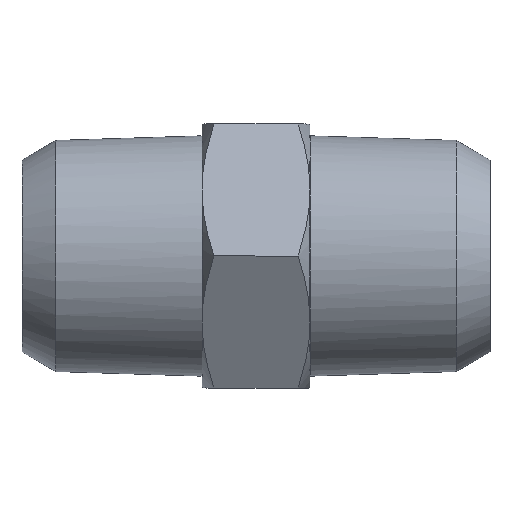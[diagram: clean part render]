
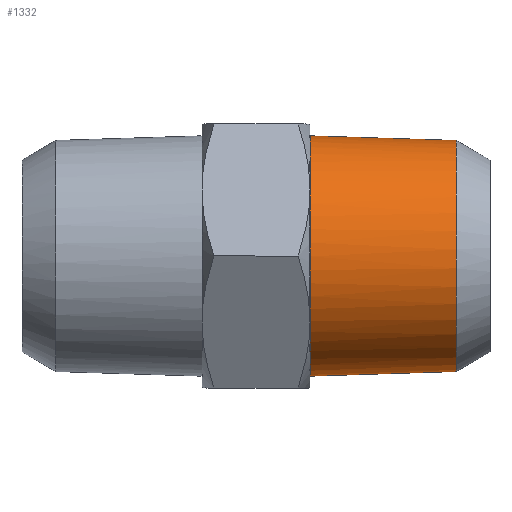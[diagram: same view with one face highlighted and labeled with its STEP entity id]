
A CAD part, left-side view. The second image highlights one B-rep face of the part: STEP entity #1332.
In plain terms, the highlighted free-form (B-spline) face has degree [1, 3] with [2, 4] control points.
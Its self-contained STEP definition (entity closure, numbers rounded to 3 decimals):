
#11 = EDGE_CURVE ( 'NONE', #942, #424, #409, .T. ) ;
#17 = CARTESIAN_POINT ( 'NONE',  ( -4.004, 7.5, -3.074 ) ) ;
#31 = CARTESIAN_POINT ( 'NONE',  ( -3.074, 7.5, 4.004 ) ) ;
#36 = ORIENTED_EDGE ( 'NONE', *, *, #11, .T. ) ;
#156 =( BOUNDED_CURVE ( )  B_SPLINE_CURVE ( 3, ( #504, #630, #1520, #1510 ),
 .UNSPECIFIED., .F., .F. ) 
 B_SPLINE_CURVE_WITH_KNOTS ( ( 4, 4 ),
 ( -3.142, 0. ),
 .UNSPECIFIED. ) 
 CURVE ( )  GEOMETRIC_REPRESENTATION_ITEM ( )  RATIONAL_B_SPLINE_CURVE ( ( 1., 0.333, 0.333, 1. ) ) 
 REPRESENTATION_ITEM ( '' )  );
#160 = CARTESIAN_POINT ( 'NONE',  ( 0., 1.412, 4.815 ) ) ;
#247 = CARTESIAN_POINT ( 'NONE',  ( -10.011, 7.5, 5.005 ) ) ;
#259 = CARTESIAN_POINT ( 'NONE',  ( 0., 1.412, 4.815 ) ) ;
#264 = CARTESIAN_POINT ( 'NONE',  ( -1.308, 7.5, -4.876 ) ) ;
#277 = CARTESIAN_POINT ( 'NONE',  ( -4.876, 7.5, -1.308 ) ) ;
#283 = CARTESIAN_POINT ( 'NONE',  ( -0.657, 7.5, -5.005 ) ) ;
#287 = CARTESIAN_POINT ( 'NONE',  ( -0.657, 7.5, 5.005 ) ) ;
#353 = EDGE_LOOP ( 'NONE', ( #959, #36, #641, #687 ) ) ;
#396 = CARTESIAN_POINT ( 'NONE',  ( -4.876, 7.5, 1.308 ) ) ;
#409 = B_SPLINE_CURVE_WITH_KNOTS ( 'NONE', 1,
 ( #160, #1155 ),
 .UNSPECIFIED., .F., .F.,
 ( 2, 2 ),
 ( -1., 0. ),
 .UNSPECIFIED. ) ;
#424 = VERTEX_POINT ( 'NONE', #609 ) ;
#492 = CARTESIAN_POINT ( 'NONE',  ( -3.074, 7.5, -4.004 ) ) ;
#504 = CARTESIAN_POINT ( 'NONE',  ( 0., 1.412, -4.815 ) ) ;
#532 = EDGE_CURVE ( 'NONE', #1509, #1330, #1244, .T. ) ;
#600 = CARTESIAN_POINT ( 'NONE',  ( -9.63, 1.412, 4.815 ) ) ;
#609 = CARTESIAN_POINT ( 'NONE',  ( 0., 7.5, 5.005 ) ) ;
#630 = CARTESIAN_POINT ( 'NONE',  ( -9.63, 1.412, -4.815 ) ) ;
#641 = ORIENTED_EDGE ( 'NONE', *, *, #1362, .F. ) ;
#687 = ORIENTED_EDGE ( 'NONE', *, *, #532, .T. ) ;
#784 = CARTESIAN_POINT ( 'NONE',  ( 0., 7.5, -5.005 ) ) ;
#856 = CARTESIAN_POINT ( 'NONE',  ( -10.011, 7.5, -5.005 ) ) ;
#884 = CARTESIAN_POINT ( 'NONE',  ( -2.523, 7.5, -4.373 ) ) ;
#889 = CARTESIAN_POINT ( 'NONE',  ( -1.308, 7.5, 4.876 ) ) ;
#921 = CARTESIAN_POINT ( 'NONE',  ( 0., 7.5, -5.005 ) ) ;
#942 = VERTEX_POINT ( 'NONE', #1338 ) ;
#959 = ORIENTED_EDGE ( 'NONE', *, *, #1377, .T. ) ;
#1018 = CARTESIAN_POINT ( 'NONE',  ( -4.004, 7.5, 3.074 ) ) ;
#1027 = CARTESIAN_POINT ( 'NONE',  ( -2.523, 7.5, 4.373 ) ) ;
#1137 = CARTESIAN_POINT ( 'NONE',  ( -4.373, 7.5, -2.523 ) ) ;
#1147 =( BOUNDED_SURFACE ( )  B_SPLINE_SURFACE ( 1, 3, ( 
 ( #1349, #1490, #600, #259 ),
 ( #1480, #856, #247, #1220 ) ),
 .UNSPECIFIED., .F., .F., .F. ) 
 B_SPLINE_SURFACE_WITH_KNOTS ( ( 2, 2 ),
 ( 4, 4 ),
 ( 0., 1. ),
 ( 0., 1. ),
 .UNSPECIFIED. ) 
 GEOMETRIC_REPRESENTATION_ITEM ( )  RATIONAL_B_SPLINE_SURFACE ( (
 ( 1., 0.333, 0.333, 1.),
 ( 1., 0.333, 0.333, 1.) ) ) 
 REPRESENTATION_ITEM ( '' )  SURFACE ( )  );
#1151 = CARTESIAN_POINT ( 'NONE',  ( 0., 7.5, -5.005 ) ) ;
#1155 = CARTESIAN_POINT ( 'NONE',  ( 0., 7.5, 5.005 ) ) ;
#1220 = CARTESIAN_POINT ( 'NONE',  ( 0., 7.5, 5.005 ) ) ;
#1244 = B_SPLINE_CURVE_WITH_KNOTS ( 'NONE', 1,
 ( #784, #1424 ),
 .UNSPECIFIED., .F., .F.,
 ( 2, 2 ),
 ( -1., 0. ),
 .UNSPECIFIED. ) ;
#1247 = CARTESIAN_POINT ( 'NONE',  ( -4.373, 7.5, 2.523 ) ) ;
#1256 = CARTESIAN_POINT ( 'NONE',  ( -5.005, 7.5, 0.657 ) ) ;
#1330 = VERTEX_POINT ( 'NONE', #1614 ) ;
#1332 = ADVANCED_FACE ( 'NONE', ( #1364 ), #1147, .F. ) ;
#1338 = CARTESIAN_POINT ( 'NONE',  ( 0., 1.412, 4.815 ) ) ;
#1349 = CARTESIAN_POINT ( 'NONE',  ( 0., 1.412, -4.815 ) ) ;
#1362 = EDGE_CURVE ( 'NONE', #1509, #424, #1533, .T. ) ;
#1364 = FACE_OUTER_BOUND ( 'NONE', #353, .T. ) ;
#1365 = CARTESIAN_POINT ( 'NONE',  ( -5.005, 7.5, -0.657 ) ) ;
#1372 = CARTESIAN_POINT ( 'NONE',  ( 0., 7.5, 5.005 ) ) ;
#1377 = EDGE_CURVE ( 'NONE', #1330, #942, #156, .T. ) ;
#1424 = CARTESIAN_POINT ( 'NONE',  ( 0., 1.412, -4.815 ) ) ;
#1480 = CARTESIAN_POINT ( 'NONE',  ( 0., 7.5, -5.005 ) ) ;
#1490 = CARTESIAN_POINT ( 'NONE',  ( -9.63, 1.412, -4.815 ) ) ;
#1509 = VERTEX_POINT ( 'NONE', #921 ) ;
#1510 = CARTESIAN_POINT ( 'NONE',  ( 0., 1.412, 4.815 ) ) ;
#1520 = CARTESIAN_POINT ( 'NONE',  ( -9.63, 1.412, 4.815 ) ) ;
#1533 = B_SPLINE_CURVE_WITH_KNOTS ( 'NONE', 3,
 ( #1151, #283, #264, #884, #492, #17, #1137, #277, #1365, #1256, #396, #1247, #1018, #31, #1027, #889, #287, #1372 ),
 .UNSPECIFIED., .F., .F.,
 ( 4, 2, 2, 2, 2, 2, 2, 2, 4 ),
 ( 0., 0.393, 0.785, 1.178, 1.571, 1.963, 2.356, 2.749, 3.142 ),
 .UNSPECIFIED. ) ;
#1614 = CARTESIAN_POINT ( 'NONE',  ( 0., 1.412, -4.815 ) ) ;
